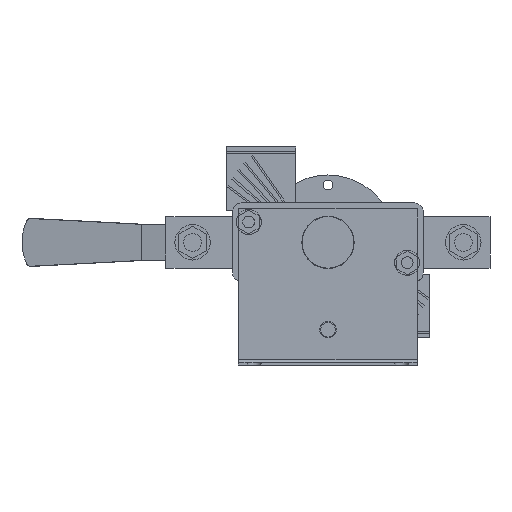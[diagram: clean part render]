
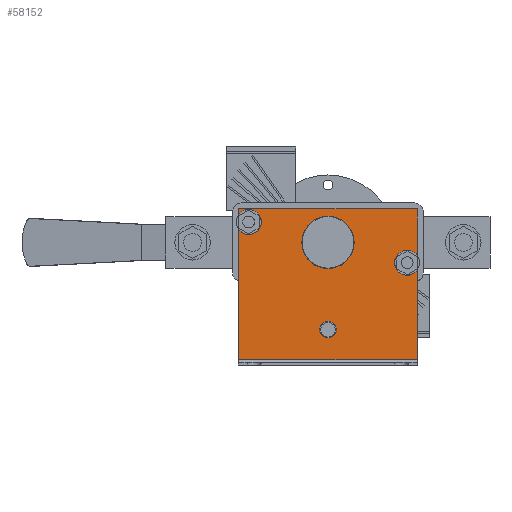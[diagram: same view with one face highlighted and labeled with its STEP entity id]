
A CAD part, left-side view. The second image highlights one B-rep face of the part: STEP entity #58152.
In plain terms, the highlighted planar face has unit normal (-1, 0, 0).
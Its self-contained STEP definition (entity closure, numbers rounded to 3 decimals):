
#297 = VECTOR ( 'NONE', #28227, 1000. ) ;
#2632 = ORIENTED_EDGE ( 'NONE', *, *, #41466, .F. ) ;
#2754 = DIRECTION ( 'NONE',  ( 1., 0., 0. ) ) ;
#3174 = FACE_BOUND ( 'NONE', #61830, .T. ) ;
#3283 = ORIENTED_EDGE ( 'NONE', *, *, #57021, .T. ) ;
#3331 = CARTESIAN_POINT ( 'NONE',  ( -106., -60.75, -81.25 ) ) ;
#6018 = CIRCLE ( 'NONE', #7715, 17.75 ) ;
#6269 = ORIENTED_EDGE ( 'NONE', *, *, #48111, .F. ) ;
#6739 = ORIENTED_EDGE ( 'NONE', *, *, #7193, .T. ) ;
#7193 = EDGE_CURVE ( 'NONE', #64056, #55367, #33737, .T. ) ;
#7715 = AXIS2_PLACEMENT_3D ( 'NONE', #24205, #59080, #29247 ) ;
#7947 = DIRECTION ( 'NONE',  ( 0., 0., 1. ) ) ;
#8363 = EDGE_CURVE ( 'NONE', #41230, #36909, #58536, .T. ) ;
#9457 = AXIS2_PLACEMENT_3D ( 'NONE', #24238, #59103, #29270 ) ;
#9664 = CARTESIAN_POINT ( 'NONE',  ( -106., 0., -64.85 ) ) ;
#11592 = VECTOR ( 'NONE', #33339, 1000. ) ;
#14255 = CARTESIAN_POINT ( 'NONE',  ( -106., 0., -17.75 ) ) ;
#14540 = ORIENTED_EDGE ( 'NONE', *, *, #19926, .T. ) ;
#14923 = FACE_OUTER_BOUND ( 'NONE', #48424, .T. ) ;
#15483 = CARTESIAN_POINT ( 'NONE',  ( -106., 60.75, -79.75 ) ) ;
#15892 = EDGE_CURVE ( 'NONE', #25893, #25893, #6018, .T. ) ;
#16105 = LINE ( 'NONE', #15483, #55844 ) ;
#16134 = CARTESIAN_POINT ( 'NONE',  ( -106., 0., -59.25 ) ) ;
#16287 = VERTEX_POINT ( 'NONE', #57471 ) ;
#17369 = CARTESIAN_POINT ( 'NONE',  ( -106., -60.75, -79.75 ) ) ;
#17561 = CARTESIAN_POINT ( 'NONE',  ( -106., -60.75, 22.75 ) ) ;
#18033 = CARTESIAN_POINT ( 'NONE',  ( -106., 60.75, 9.005 ) ) ;
#18413 = EDGE_LOOP ( 'NONE', ( #44055 ) ) ;
#18765 = VECTOR ( 'NONE', #50559, 1000. ) ;
#19926 = EDGE_CURVE ( 'NONE', #26845, #36909, #48990, .T. ) ;
#20482 = DIRECTION ( 'NONE',  ( 0., 1., 0. ) ) ;
#21123 = DIRECTION ( 'NONE',  ( 0., 0., -1. ) ) ;
#23260 = LINE ( 'NONE', #43300, #11592 ) ;
#24111 = EDGE_CURVE ( 'NONE', #31340, #31340, #32187, .T. ) ;
#24205 = CARTESIAN_POINT ( 'NONE',  ( -106., 0., 0. ) ) ;
#24238 = CARTESIAN_POINT ( 'NONE',  ( -106., -53.75, -13.827 ) ) ;
#24582 = ORIENTED_EDGE ( 'NONE', *, *, #8363, .F. ) ;
#24833 = VERTEX_POINT ( 'NONE', #17561 ) ;
#25812 = CARTESIAN_POINT ( 'NONE',  ( -106., 60.75, -81.25 ) ) ;
#25893 = VERTEX_POINT ( 'NONE', #14255 ) ;
#26845 = VERTEX_POINT ( 'NONE', #62472 ) ;
#27130 = AXIS2_PLACEMENT_3D ( 'NONE', #29418, #64282, #34397 ) ;
#27618 = CARTESIAN_POINT ( 'NONE',  ( -106., 60.75, -81.25 ) ) ;
#28182 = FACE_BOUND ( 'NONE', #18413, .T. ) ;
#28227 = DIRECTION ( 'NONE',  ( 0., 0., 1. ) ) ;
#29247 = DIRECTION ( 'NONE',  ( 0., 0., -1. ) ) ;
#29270 = DIRECTION ( 'NONE',  ( 0., 0., -1. ) ) ;
#29418 = CARTESIAN_POINT ( 'NONE',  ( -106., 53.75, 13.827 ) ) ;
#30824 = EDGE_CURVE ( 'NONE', #46796, #64056, #37001, .T. ) ;
#31340 = VERTEX_POINT ( 'NONE', #9664 ) ;
#31762 = VECTOR ( 'NONE', #7947, 1000. ) ;
#32187 = CIRCLE ( 'NONE', #33112, 5.6 ) ;
#32871 = ORIENTED_EDGE ( 'NONE', *, *, #24111, .T. ) ;
#32993 = CARTESIAN_POINT ( 'NONE',  ( -106., -60.75, -81.25 ) ) ;
#33112 = AXIS2_PLACEMENT_3D ( 'NONE', #16134, #50918, #21123 ) ;
#33331 = LINE ( 'NONE', #27618, #31762 ) ;
#33339 = DIRECTION ( 'NONE',  ( 0., -1., 0. ) ) ;
#33737 = CIRCLE ( 'NONE', #9457, 8.5 ) ;
#34397 = DIRECTION ( 'NONE',  ( 0., 0., -1. ) ) ;
#36909 = VERTEX_POINT ( 'NONE', #18033 ) ;
#37001 = LINE ( 'NONE', #3331, #297 ) ;
#37650 = DIRECTION ( 'NONE',  ( 0., 0., 1. ) ) ;
#37997 = DIRECTION ( 'NONE',  ( 0., 0., 1. ) ) ;
#41230 = VERTEX_POINT ( 'NONE', #51075 ) ;
#41466 = EDGE_CURVE ( 'NONE', #26845, #16287, #33331, .T. ) ;
#43300 = CARTESIAN_POINT ( 'NONE',  ( -106., 172.81, 22.75 ) ) ;
#44055 = ORIENTED_EDGE ( 'NONE', *, *, #15892, .T. ) ;
#44620 = LINE ( 'NONE', #32993, #56339 ) ;
#46787 = CARTESIAN_POINT ( 'NONE',  ( -106., -60.75, -18.649 ) ) ;
#46796 = VERTEX_POINT ( 'NONE', #17369 ) ;
#48111 = EDGE_CURVE ( 'NONE', #46796, #41230, #16105, .T. ) ;
#48424 = EDGE_LOOP ( 'NONE', ( #6739, #3283, #55104, #2632, #14540, #24582, #6269, #57697 ) ) ;
#48990 = CIRCLE ( 'NONE', #27130, 8.5 ) ;
#49640 = EDGE_CURVE ( 'NONE', #16287, #24833, #23260, .T. ) ;
#50559 = DIRECTION ( 'NONE',  ( 0., 0., 1. ) ) ;
#50918 = DIRECTION ( 'NONE',  ( 1., 0., 0. ) ) ;
#51075 = CARTESIAN_POINT ( 'NONE',  ( -106., 60.75, -79.75 ) ) ;
#55104 = ORIENTED_EDGE ( 'NONE', *, *, #49640, .F. ) ;
#55367 = VERTEX_POINT ( 'NONE', #60898 ) ;
#55844 = VECTOR ( 'NONE', #20482, 1000. ) ;
#56339 = VECTOR ( 'NONE', #37997, 1000. ) ;
#57021 = EDGE_CURVE ( 'NONE', #55367, #24833, #44620, .T. ) ;
#57471 = CARTESIAN_POINT ( 'NONE',  ( -106., 60.75, 22.75 ) ) ;
#57475 = PLANE ( 'NONE',  #60170 ) ;
#57697 = ORIENTED_EDGE ( 'NONE', *, *, #30824, .T. ) ;
#58152 = ADVANCED_FACE ( 'NONE', ( #3174, #28182, #14923 ), #57475, .F. ) ;
#58536 = LINE ( 'NONE', #25812, #18765 ) ;
#59080 = DIRECTION ( 'NONE',  ( 1., 0., 0. ) ) ;
#59103 = DIRECTION ( 'NONE',  ( 1., 0., 0. ) ) ;
#60170 = AXIS2_PLACEMENT_3D ( 'NONE', #62502, #2754, #37650 ) ;
#60898 = CARTESIAN_POINT ( 'NONE',  ( -106., -60.75, -9.005 ) ) ;
#61830 = EDGE_LOOP ( 'NONE', ( #32871 ) ) ;
#62472 = CARTESIAN_POINT ( 'NONE',  ( -106., 60.75, 18.649 ) ) ;
#62502 = CARTESIAN_POINT ( 'NONE',  ( -106., 172.81, -81.25 ) ) ;
#64056 = VERTEX_POINT ( 'NONE', #46787 ) ;
#64282 = DIRECTION ( 'NONE',  ( 1., 0., 0. ) ) ;
